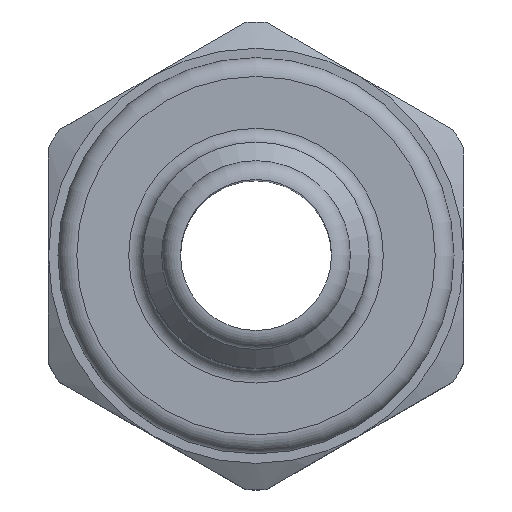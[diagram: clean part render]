
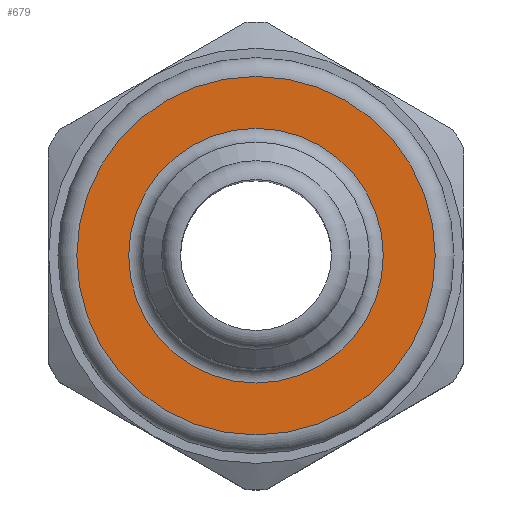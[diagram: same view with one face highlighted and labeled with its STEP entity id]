
A CAD part, top view. The second image highlights one B-rep face of the part: STEP entity #679.
In plain terms, the highlighted planar face has unit normal (0, 0, 1).
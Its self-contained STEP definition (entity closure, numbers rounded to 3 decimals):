
#20=PLANE('',#774);
#182=ORIENTED_EDGE('',*,*,#338,.F.);
#183=ORIENTED_EDGE('',*,*,#337,.T.);
#337=EDGE_CURVE('',#406,#406,#457,.T.);
#338=EDGE_CURVE('',#407,#407,#458,.T.);
#406=VERTEX_POINT('',#1229);
#407=VERTEX_POINT('',#1232);
#457=CIRCLE('',#773,6.75);
#458=CIRCLE('',#775,9.5);
#512=EDGE_LOOP('',(#182));
#513=EDGE_LOOP('',(#183));
#592=FACE_BOUND('',#512,.T.);
#593=FACE_BOUND('',#513,.T.);
#679=ADVANCED_FACE('',(#592,#593),#20,.F.);
#773=AXIS2_PLACEMENT_3D('',#1228,#941,#942);
#774=AXIS2_PLACEMENT_3D('',#1230,#943,#944);
#775=AXIS2_PLACEMENT_3D('',#1231,#945,#946);
#941=DIRECTION('',(0.,0.,-1.));
#942=DIRECTION('',(-1.,0.,0.));
#943=DIRECTION('',(0.,0.,-1.));
#944=DIRECTION('',(-1.,0.,0.));
#945=DIRECTION('',(0.,0.,-1.));
#946=DIRECTION('',(-1.,0.,0.));
#1228=CARTESIAN_POINT('',(0.,0.,22.5));
#1229=CARTESIAN_POINT('',(-6.75,0.,22.5));
#1230=CARTESIAN_POINT('',(0.,6.75,22.5));
#1231=CARTESIAN_POINT('',(0.,0.,22.5));
#1232=CARTESIAN_POINT('',(-9.5,0.,22.5));
